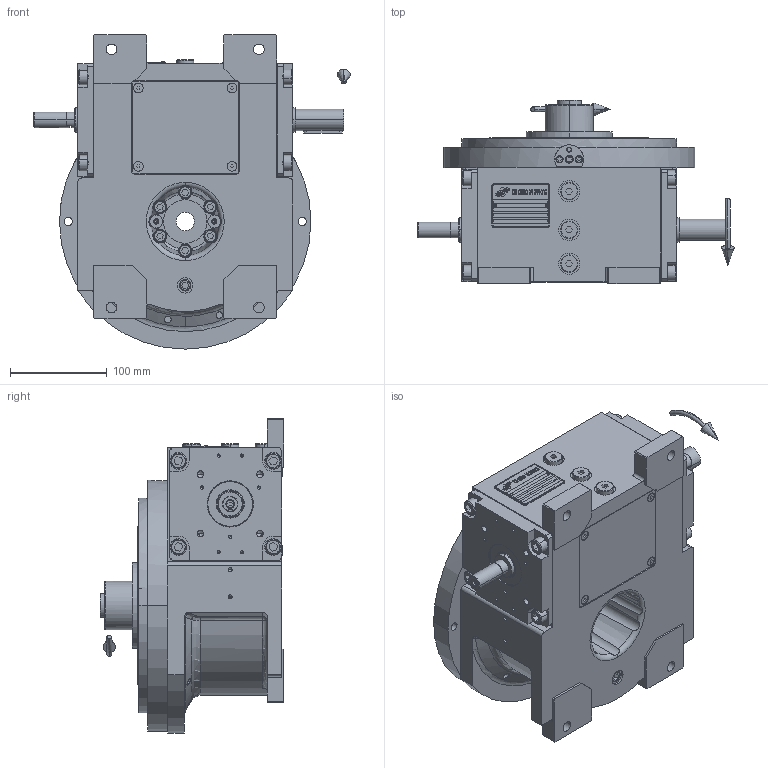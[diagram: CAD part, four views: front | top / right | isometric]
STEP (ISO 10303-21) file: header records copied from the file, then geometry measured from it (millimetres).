
FILE_DESCRIPTION (( 'STEP AP203' ), '1' );
FILE_NAME ('PC5201976.step', '2026-03-25T09:48:13', ( '' ), ( '' ), 'SwSTEP 2.0', 'SolidWorks 2020', '' );
FILE_SCHEMA (( 'CONFIG_CONTROL_DESIGN' ));
Length unit declared in the file: millimetre
Products named in the file (82): cfn2128_19_002; rig06_001_a; CFN2203_02_001.stp; cfn2003_01_054; RIG06_021_AF1.stp; cfn2000_01_126; cfn2000_01_103; cfn2104_01_016; rig06_071_08_m_n_03_asm.stp; AS_rig06_004_s_001; rig06_005_n_02; cfn2104_01_004; AS_900_38_30_003; cfn2070_05_005; cfn2000_01_124; cfn2158_01_010; PC5201976; cfn2155_01_056; cfn2128_04_004; cfn2151_01_090; cfn2151_01_290; cfn2155_01_303; freccia_angolare_albero; CFN2223_01-570X6-B.stp; rig06_016; CFN2000_01_185.stp; cfn2205_01_013; AS_rig06_004; rig06_007_master; rig06_002_bc; rig06_004; CFN2010_02_002.stp; AS_cfn2476_01_002_60x46; cfn2000_01_161; cfn2077_01_018; cfn2201_01_040; cfn2151_01_109; AS_rig06_071_8_m_n_03; CFN2104_02_017.stp; cfn2276_01_074 ...
Assembly tree (73 placements, depth 5):
  CFN2203_02_001.stp
  cfn2158_01_010
  PC5201976
    rig06_001_a
    AS_cfn2476_01_002_60x46
      cfn2476_01_002_60x46
      cfn2107_01_001
      cfn2107_01_001
    AS_rig06_071_8_m_n_03
      rig06_071_08_m_n_03_asm.stp
        RIG06_005_S_002_ASM.stp
          RIG06_021_AF1.stp
          CFN2000_01_185.stp
          CFN2000_01_185.stp
          CFN2104_02_017.stp
        CFN2010_02_002.stp
      rig06_003_8
      rig06_005_n_02
      cfn2000_01_124  x6
      cfn2104_01_016  x2
      cfn2000_01_124
      cfn2000_01_124
      cfn2000_01_124
      cfn2000_01_124
      cfn2155_01_303
    AS_rig06_014
      rig06_014
      cfn2158_01_011
      cfn2104_01_004
      cfn2104_01_004
      cfn2000_01_126
      cfn2000_01_126
      cfn2000_01_126
      cfn2000_01_126
      cfn2000_01_126
      cfn2000_01_126
    AS_rig06_004_s_001
      rig06_004_s_001
      cfn2070_05_005
      cfn2000_01_103
      cfn2000_01_103
      cfn2000_01_103
      cfn2000_01_103
      cfn2155_01_056
    AS_rig06_004
      rig06_004
      cfn2070_05_005
      cfn2000_01_103
      cfn2000_01_103
      cfn2000_01_103
      cfn2000_01_103
      cfn2155_01_056
    AS_rig06_002_bc
      rig06_002_bc
      cfn2115_02_182
    cfn2128_04_004
    cfn2128_04_004
    cfn2128_04_004
    cfn2128_19_002
    AS_rig06_016
Bounding box: 327 x 190 x 325 mm (x, y, z)
Volume: 2675734.6 mm3; surface area: 797040.2 mm2
Topology: 64 solids, 64 shells, 2057 faces, 5094 edges, 3261 vertices
Faces by surface type: plane 1030, cylinder 674, cone 323, torus 18, bspline 6, sphere 6
Entity records: 70503 total; most frequent: CARTESIAN_POINT 15283, DIRECTION 9868, ORIENTED_EDGE 9444, EDGE_CURVE 4722, AXIS2_PLACEMENT_3D 3424, VERTEX_POINT 3080, LINE 3020, VECTOR 3020
